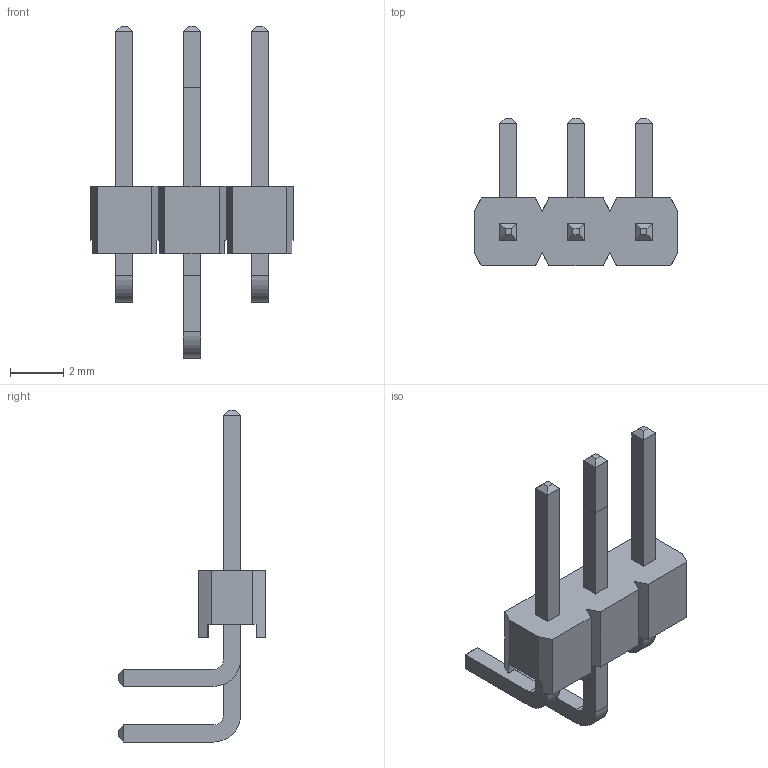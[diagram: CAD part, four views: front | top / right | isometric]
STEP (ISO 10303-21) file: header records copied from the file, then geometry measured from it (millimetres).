
FILE_DESCRIPTION( ( 'Unknown' ), '1' );
FILE_NAME( '61300311021.stp', 'Unknown', ( 'Unknown' ), ( 'Unknown' ), 'PSStep 14.0', 'Unknown', ' ' );
FILE_SCHEMA( ( 'AUTOMOTIVE_DESIGN { 1 0 10303 214 1 1 1 1 }' ) );
Length unit declared in the file: millimetre
Products named in the file (3): Assem1; 6130xx11021_PIN; 61300311021
Bounding box: 7.62 x 5.54 x 12.45 mm (x, y, z)
Volume: 98.5 mm3; surface area: 366.3 mm2
Topology: 6 solids, 6 shells, 164 faces, 424 edges, 272 vertices
Faces by surface type: plane 156, cylinder 8
Entity records: 2534 total; most frequent: CARTESIAN_POINT 353, ORIENTED_EDGE 344, DIRECTION 314, EDGE_CURVE 172, LINE 168, VECTOR 168, VERTEX_POINT 112, AXIS2_PLACEMENT_3D 73
